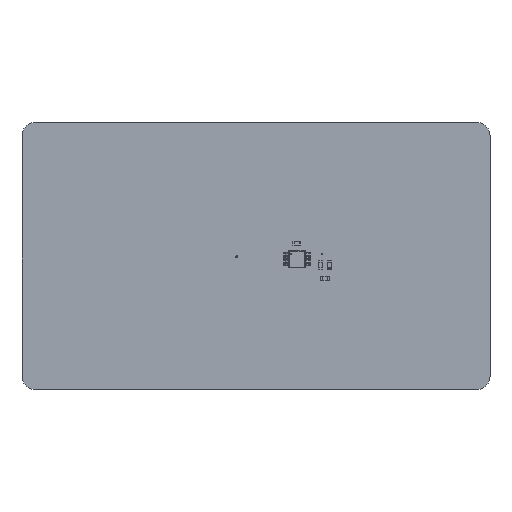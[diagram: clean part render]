
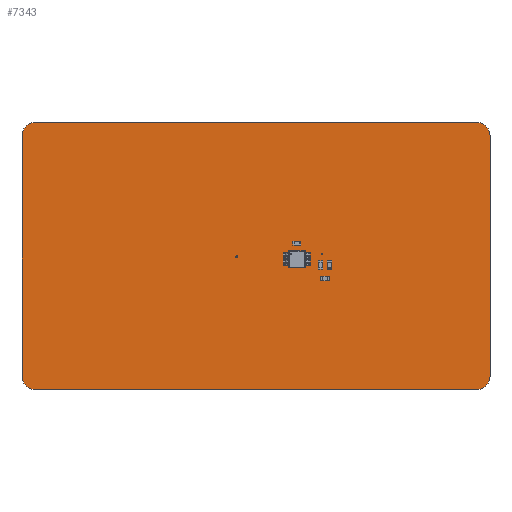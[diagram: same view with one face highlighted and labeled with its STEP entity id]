
A CAD part, top view. The second image highlights one B-rep face of the part: STEP entity #7343.
In plain terms, the highlighted planar face has unit normal (0, 0, 1).
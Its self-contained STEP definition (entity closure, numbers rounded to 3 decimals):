
#7172 = VERTEX_POINT('',#7173);
#7173 = CARTESIAN_POINT('',(175.26,-63.5,1.6));
#7179 = EDGE_CURVE('',#7172,#7180,#7182,.T.);
#7180 = VERTEX_POINT('',#7181);
#7181 = CARTESIAN_POINT('',(177.8,-66.04,1.6));
#7182 = CIRCLE('',#7183,2.54);
#7183 = AXIS2_PLACEMENT_3D('',#7184,#7185,#7186);
#7184 = CARTESIAN_POINT('',(175.26,-66.04,1.6));
#7185 = DIRECTION('',(0.,0.,-1.));
#7186 = DIRECTION('',(0.,1.,0.));
#7214 = VERTEX_POINT('',#7215);
#7215 = CARTESIAN_POINT('',(91.44,-63.5,1.6));
#7221 = EDGE_CURVE('',#7214,#7172,#7222,.T.);
#7222 = LINE('',#7223,#7224);
#7223 = CARTESIAN_POINT('',(91.44,-63.5,1.6));
#7224 = VECTOR('',#7225,1.);
#7225 = DIRECTION('',(1.,0.,0.));
#7243 = EDGE_CURVE('',#7180,#7244,#7246,.T.);
#7244 = VERTEX_POINT('',#7245);
#7245 = CARTESIAN_POINT('',(177.8,-111.76,1.6));
#7246 = LINE('',#7247,#7248);
#7247 = CARTESIAN_POINT('',(177.8,-66.04,1.6));
#7248 = VECTOR('',#7249,1.);
#7249 = DIRECTION('',(0.,-1.,0.));
#7343 = ADVANCED_FACE('',(#7344,#7390,#7401),#7412,.F.);
#7344 = FACE_BOUND('',#7345,.F.);
#7345 = EDGE_LOOP('',(#7346,#7347,#7348,#7357,#7365,#7374,#7382,#7389));
#7346 = ORIENTED_EDGE('',*,*,#7179,.T.);
#7347 = ORIENTED_EDGE('',*,*,#7243,.T.);
#7348 = ORIENTED_EDGE('',*,*,#7349,.T.);
#7349 = EDGE_CURVE('',#7244,#7350,#7352,.T.);
#7350 = VERTEX_POINT('',#7351);
#7351 = CARTESIAN_POINT('',(175.26,-114.3,1.6));
#7352 = CIRCLE('',#7353,2.54);
#7353 = AXIS2_PLACEMENT_3D('',#7354,#7355,#7356);
#7354 = CARTESIAN_POINT('',(175.26,-111.76,1.6));
#7355 = DIRECTION('',(0.,0.,-1.));
#7356 = DIRECTION('',(1.,0.,0.));
#7357 = ORIENTED_EDGE('',*,*,#7358,.T.);
#7358 = EDGE_CURVE('',#7350,#7359,#7361,.T.);
#7359 = VERTEX_POINT('',#7360);
#7360 = CARTESIAN_POINT('',(91.44,-114.3,1.6));
#7361 = LINE('',#7362,#7363);
#7362 = CARTESIAN_POINT('',(175.26,-114.3,1.6));
#7363 = VECTOR('',#7364,1.);
#7364 = DIRECTION('',(-1.,0.,0.));
#7365 = ORIENTED_EDGE('',*,*,#7366,.T.);
#7366 = EDGE_CURVE('',#7359,#7367,#7369,.T.);
#7367 = VERTEX_POINT('',#7368);
#7368 = CARTESIAN_POINT('',(88.9,-111.76,1.6));
#7369 = CIRCLE('',#7370,2.54);
#7370 = AXIS2_PLACEMENT_3D('',#7371,#7372,#7373);
#7371 = CARTESIAN_POINT('',(91.44,-111.76,1.6));
#7372 = DIRECTION('',(0.,0.,-1.));
#7373 = DIRECTION('',(0.,-1.,-0.));
#7374 = ORIENTED_EDGE('',*,*,#7375,.T.);
#7375 = EDGE_CURVE('',#7367,#7376,#7378,.T.);
#7376 = VERTEX_POINT('',#7377);
#7377 = CARTESIAN_POINT('',(88.9,-66.04,1.6));
#7378 = LINE('',#7379,#7380);
#7379 = CARTESIAN_POINT('',(88.9,-111.76,1.6));
#7380 = VECTOR('',#7381,1.);
#7381 = DIRECTION('',(0.,1.,0.));
#7382 = ORIENTED_EDGE('',*,*,#7383,.T.);
#7383 = EDGE_CURVE('',#7376,#7214,#7384,.T.);
#7384 = CIRCLE('',#7385,2.54);
#7385 = AXIS2_PLACEMENT_3D('',#7386,#7387,#7388);
#7386 = CARTESIAN_POINT('',(91.44,-66.04,1.6));
#7387 = DIRECTION('',(0.,0.,-1.));
#7388 = DIRECTION('',(-1.,0.,0.));
#7389 = ORIENTED_EDGE('',*,*,#7221,.T.);
#7390 = FACE_BOUND('',#7391,.F.);
#7391 = EDGE_LOOP('',(#7392));
#7392 = ORIENTED_EDGE('',*,*,#7393,.F.);
#7393 = EDGE_CURVE('',#7394,#7394,#7396,.T.);
#7394 = VERTEX_POINT('',#7395);
#7395 = CARTESIAN_POINT('',(129.668,-89.169,1.6));
#7396 = CIRCLE('',#7397,0.15);
#7397 = AXIS2_PLACEMENT_3D('',#7398,#7399,#7400);
#7398 = CARTESIAN_POINT('',(129.668,-89.019,1.6));
#7399 = DIRECTION('',(-0.,0.,-1.));
#7400 = DIRECTION('',(-0.,-1.,0.));
#7401 = FACE_BOUND('',#7402,.F.);
#7402 = EDGE_LOOP('',(#7403));
#7403 = ORIENTED_EDGE('',*,*,#7404,.F.);
#7404 = EDGE_CURVE('',#7405,#7405,#7407,.T.);
#7405 = VERTEX_POINT('',#7406);
#7406 = CARTESIAN_POINT('',(145.88,-88.669,1.6));
#7407 = CIRCLE('',#7408,0.15);
#7408 = AXIS2_PLACEMENT_3D('',#7409,#7410,#7411);
#7409 = CARTESIAN_POINT('',(145.88,-88.519,1.6));
#7410 = DIRECTION('',(-0.,0.,-1.));
#7411 = DIRECTION('',(-0.,-1.,0.));
#7412 = PLANE('',#7413);
#7413 = AXIS2_PLACEMENT_3D('',#7414,#7415,#7416);
#7414 = CARTESIAN_POINT('',(133.35,-88.9,1.6));
#7415 = DIRECTION('',(-0.,-0.,-1.));
#7416 = DIRECTION('',(-1.,0.,0.));
